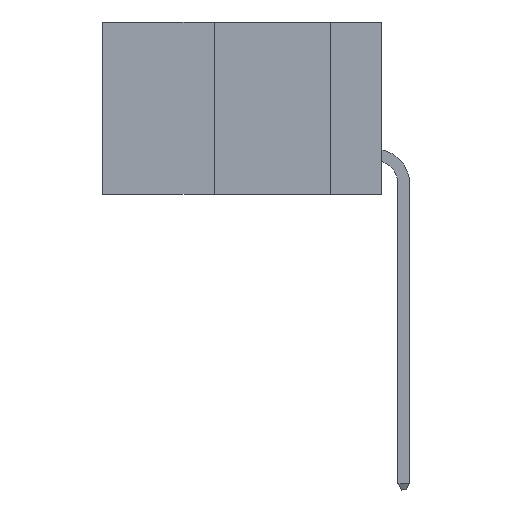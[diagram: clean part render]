
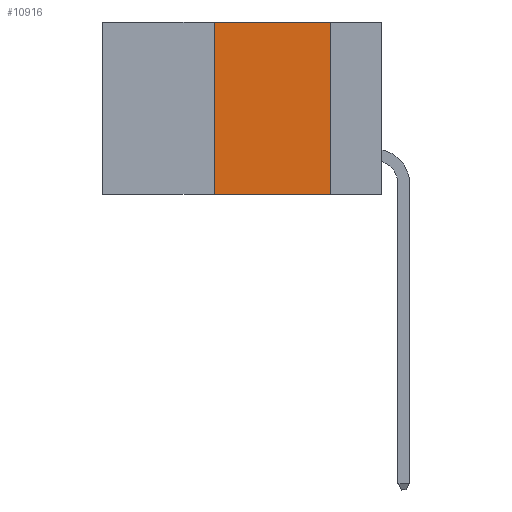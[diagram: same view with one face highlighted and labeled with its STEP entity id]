
A CAD part, left-side view. The second image highlights one B-rep face of the part: STEP entity #10916.
In plain terms, the highlighted planar face has unit normal (-1, 0, 0).
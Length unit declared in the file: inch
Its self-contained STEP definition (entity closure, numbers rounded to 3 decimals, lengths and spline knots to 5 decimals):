
#679 = EDGE_CURVE ( 'NONE', #26865, #26621, #20249, .T. ) ;
#1789 = CARTESIAN_POINT ( 'NONE',  ( 0., 0.6, -0.37 ) ) ;
#1961 = ORIENTED_EDGE ( 'NONE', *, *, #16747, .T. ) ;
#3052 = DIRECTION ( 'NONE',  ( 0., 0., -1. ) ) ;
#3765 = CARTESIAN_POINT ( 'NONE',  ( 0., 0.36, -0.37 ) ) ;
#6582 = VERTEX_POINT ( 'NONE', #12423 ) ;
#7779 = FACE_OUTER_BOUND ( 'NONE', #9241, .T. ) ;
#9241 = EDGE_LOOP ( 'NONE', ( #12712, #15947, #17659, #1961 ) ) ;
#10916 = ADVANCED_FACE ( 'NONE', ( #7779 ), #32292, .F. ) ;
#12094 = VECTOR ( 'NONE', #21535, 39.37008 ) ;
#12137 = CARTESIAN_POINT ( 'NONE',  ( 0., 0.11, -0.37 ) ) ;
#12423 = CARTESIAN_POINT ( 'NONE',  ( 0., 0.11, 0. ) ) ;
#12712 = ORIENTED_EDGE ( 'NONE', *, *, #31946, .F. ) ;
#14636 = CARTESIAN_POINT ( 'NONE',  ( 0., 0.36, 0. ) ) ;
#15947 = ORIENTED_EDGE ( 'NONE', *, *, #31518, .F. ) ;
#16747 = EDGE_CURVE ( 'NONE', #26865, #18311, #27360, .T. ) ;
#17125 = DIRECTION ( 'NONE',  ( 0., 0., 1. ) ) ;
#17659 = ORIENTED_EDGE ( 'NONE', *, *, #679, .F. ) ;
#18053 = CARTESIAN_POINT ( 'NONE',  ( 0., 0.6, 0. ) ) ;
#18311 = VERTEX_POINT ( 'NONE', #12137 ) ;
#19250 = VECTOR ( 'NONE', #25204, 39.37008 ) ;
#20249 = LINE ( 'NONE', #14636, #24192 ) ;
#21086 = CARTESIAN_POINT ( 'NONE',  ( 0., 0.6, 0. ) ) ;
#21217 = VECTOR ( 'NONE', #30910, 39.37008 ) ;
#21535 = DIRECTION ( 'NONE',  ( 0., -1., 0. ) ) ;
#23566 = LINE ( 'NONE', #21086, #21217 ) ;
#24192 = VECTOR ( 'NONE', #17125, 39.37008 ) ;
#25021 = CARTESIAN_POINT ( 'NONE',  ( 0., 0.11, 0. ) ) ;
#25204 = DIRECTION ( 'NONE',  ( 0., 0., -1. ) ) ;
#25864 = LINE ( 'NONE', #25021, #19250 ) ;
#26621 = VERTEX_POINT ( 'NONE', #30466 ) ;
#26865 = VERTEX_POINT ( 'NONE', #3765 ) ;
#27360 = LINE ( 'NONE', #1789, #12094 ) ;
#30466 = CARTESIAN_POINT ( 'NONE',  ( 0., 0.36, 0. ) ) ;
#30650 = AXIS2_PLACEMENT_3D ( 'NONE', #18053, #32182, #3052 ) ;
#30910 = DIRECTION ( 'NONE',  ( 0., -1., 0. ) ) ;
#31518 = EDGE_CURVE ( 'NONE', #26621, #6582, #23566, .T. ) ;
#31946 = EDGE_CURVE ( 'NONE', #6582, #18311, #25864, .T. ) ;
#32182 = DIRECTION ( 'NONE',  ( 1., 0., 0. ) ) ;
#32292 = PLANE ( 'NONE',  #30650 ) ;
